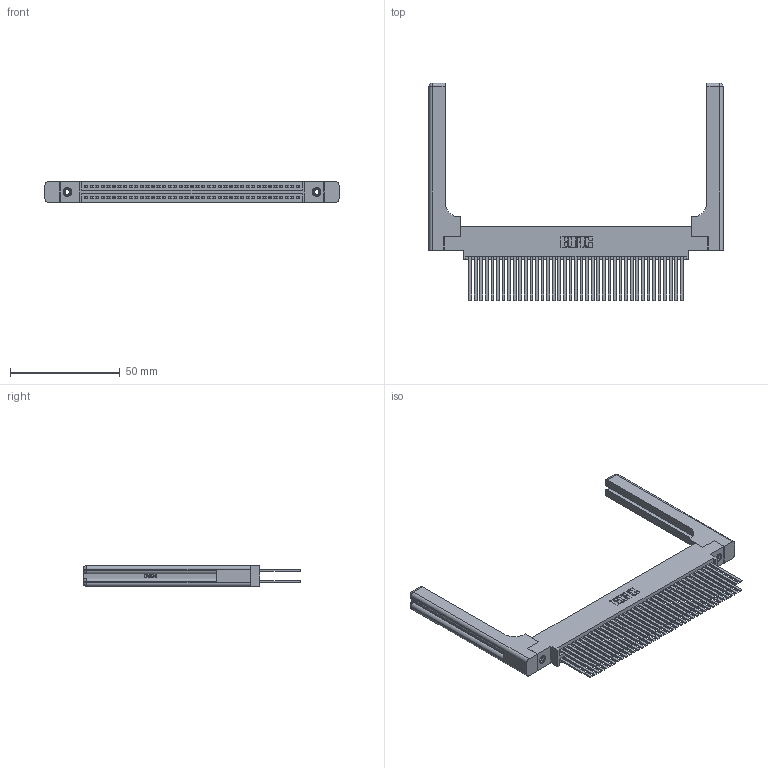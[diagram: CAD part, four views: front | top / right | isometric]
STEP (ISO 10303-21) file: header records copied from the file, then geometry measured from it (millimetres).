
FILE_DESCRIPTION (( 'STEP AP203' ), '1' );
FILE_NAME ('345-078-544-858.STEP', '2019-10-31T16:25:11', ( '' ), ( '' ), 'SwSTEP 2.0', 'SolidWorks 2016', '' );
FILE_SCHEMA (( 'CONFIG_CONTROL_DESIGN' ));
Length unit declared in the file: inch
Products named in the file (5): 345 Part_0.170 Offset - 0.156 Dia-TH; 345-292-001_345-293-144; 345-250-001_345-250-001-102; 345-220-058_345-220-058; 345-078-544-858
Assembly tree (83 placements, depth 2):
  345-078-544-858
    345 Part_0.170 Offset - 0.156 Dia-TH
    345-292-001_345-293-144  x78
    345-250-001_345-250-001-102  x2
    345-220-058_345-220-058  x2
Bounding box: 134.09 x 99.24 x 9.4 mm (x, y, z)
Volume: 22452.6 mm3; surface area: 29010 mm2
Topology: 83 solids, 83 shells, 3818 faces, 11237 edges, 7366 vertices
Faces by surface type: plane 2494, cylinder 1264, bspline 36, cone 12, sphere 8, torus 4
Entity records: 36134 total; most frequent: CARTESIAN_POINT 7053, ORIENTED_EDGE 5784, DIRECTION 5152, EDGE_CURVE 2892, VECTOR 2516, LINE 2516, VERTEX_POINT 1918, AXIS2_PLACEMENT_3D 1318
